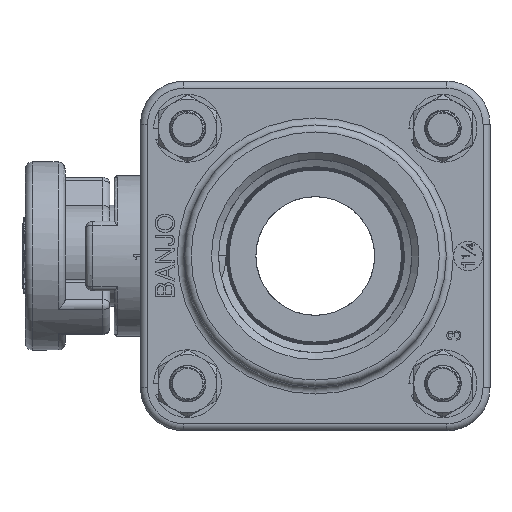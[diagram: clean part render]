
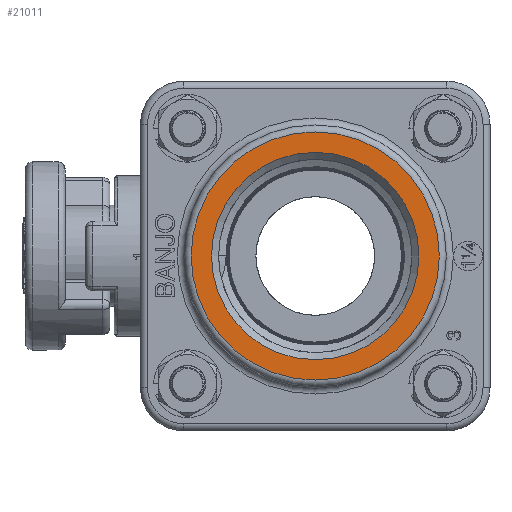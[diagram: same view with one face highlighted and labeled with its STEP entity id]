
A CAD part, left-side view. The second image highlights one B-rep face of the part: STEP entity #21011.
In plain terms, the highlighted face is planar.
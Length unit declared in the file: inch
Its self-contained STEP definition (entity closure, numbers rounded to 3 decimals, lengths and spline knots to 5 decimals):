
#5019=FACE_BOUND('',#7501,.T.);
#6149=FACE_OUTER_BOUND('',#7500,.T.);
#7500=EDGE_LOOP('',(#18705));
#7501=EDGE_LOOP('',(#18706));
#8305=CIRCLE('',#23226,1.065);
#8306=CIRCLE('',#23228,0.89);
#10134=VERTEX_POINT('',#41169);
#10135=VERTEX_POINT('',#41173);
#13034=EDGE_CURVE('',#10134,#10134,#8305,.T.);
#13035=EDGE_CURVE('',#10135,#10135,#8306,.T.);
#18705=ORIENTED_EDGE('',*,*,#13034,.F.);
#18706=ORIENTED_EDGE('',*,*,#13035,.T.);
#19861=PLANE('',#23227);
#21011=ADVANCED_FACE('',(#6149,#5019),#19861,.T.);
#23226=AXIS2_PLACEMENT_3D('',#41171,#28557,#28558);
#23227=AXIS2_PLACEMENT_3D('',#41172,#28559,#28560);
#23228=AXIS2_PLACEMENT_3D('',#41174,#28561,#28562);
#28557=DIRECTION('center_axis',(0.,0.,-1.));
#28558=DIRECTION('ref_axis',(0.,-1.,0.));
#28559=DIRECTION('center_axis',(0.,0.,1.));
#28560=DIRECTION('ref_axis',(1.,0.,0.));
#28561=DIRECTION('center_axis',(0.,0.,-1.));
#28562=DIRECTION('ref_axis',(1.,0.,0.));
#41169=CARTESIAN_POINT('',(1.065,0.,1.18));
#41171=CARTESIAN_POINT('Origin',(0.,0.,1.18));
#41172=CARTESIAN_POINT('Origin',(0.,1.125,1.18));
#41173=CARTESIAN_POINT('',(0.,-0.89,1.18));
#41174=CARTESIAN_POINT('Origin',(0.,0.,1.18));
